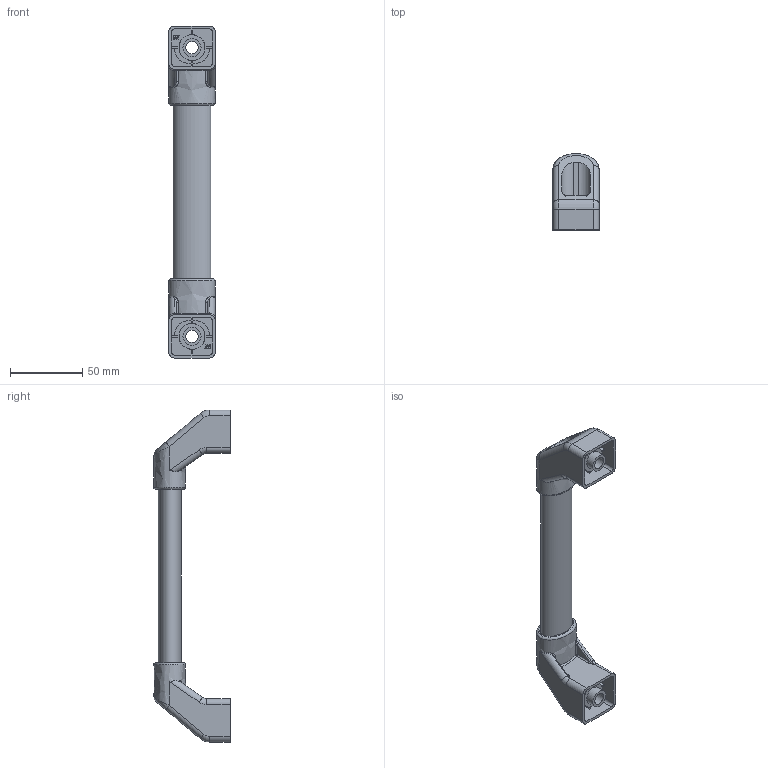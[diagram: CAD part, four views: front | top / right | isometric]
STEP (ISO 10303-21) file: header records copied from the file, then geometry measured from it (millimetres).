
FILE_DESCRIPTION(('STEP AP203'),'1');
FILE_NAME('287.200.step','2012-03-21T09:25:13',(' '),(' '),'Spatial InterOp 3D',' ',' ');
FILE_SCHEMA(('CONFIG_CONTROL_DESIGN'));
Length unit declared in the file: millimetre
Products named in the file (4): 1; 2; 3; 4
Bounding box: 32 x 53 x 230 mm (x, y, z)
Volume: 63614.8 mm3; surface area: 50637.1 mm2
Topology: 3 solids, 3 shells, 210 faces, 531 edges, 338 vertices
Faces by surface type: plane 96, cylinder 58, bspline 26, extrusion 14, torus 12, sphere 4
Full cylindrical faces by diameter (mm): 8.5 x2, 12.5 x2, 14 x2, 18 x2
Entity records: 14741 total; most frequent: CARTESIAN_POINT 9777, ORIENTED_EDGE 968, DIRECTION 963, EDGE_CURVE 484, AXIS2_PLACEMENT_3D 339, VERTEX_POINT 314, VECTOR 285, LINE 271
